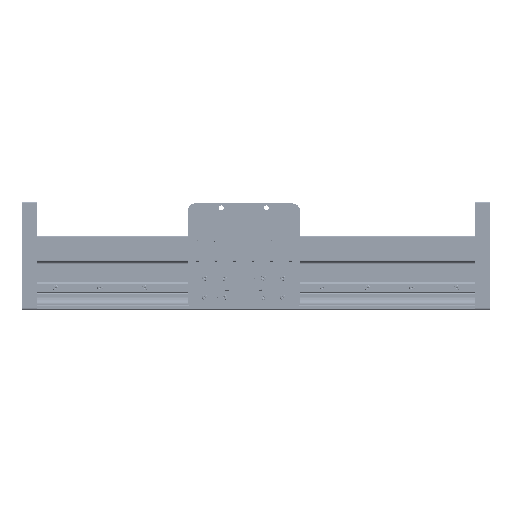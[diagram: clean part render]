
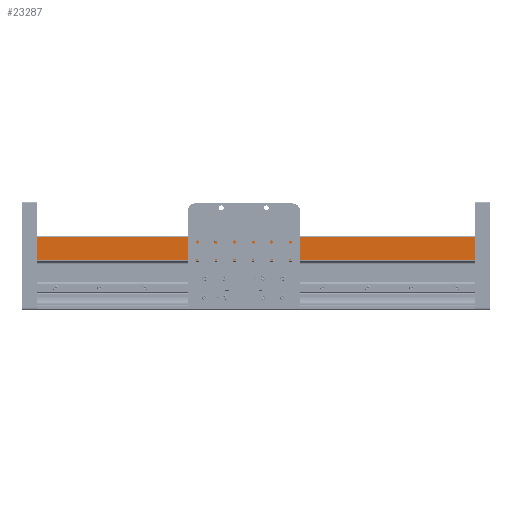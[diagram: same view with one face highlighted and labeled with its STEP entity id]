
A CAD part, top view. The second image highlights one B-rep face of the part: STEP entity #23287.
In plain terms, the highlighted face is planar.
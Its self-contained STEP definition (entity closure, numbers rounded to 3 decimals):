
#3566 = VERTEX_POINT ( 'NONE', #97687 ) ;
#5209 = FACE_OUTER_BOUND ( 'NONE', #32594, .T. ) ;
#8852 = EDGE_CURVE ( 'NONE', #62696, #90254, #22511, .T. ) ;
#9131 = LINE ( 'NONE', #9614, #33236 ) ;
#9614 = CARTESIAN_POINT ( 'NONE',  ( 70.1, 23., 590. ) ) ;
#10104 = DIRECTION ( 'NONE',  ( 0., 0., -1. ) ) ;
#14600 = LINE ( 'NONE', #66434, #34154 ) ;
#15713 = CARTESIAN_POINT ( 'NONE',  ( 37.1, 23., 590. ) ) ;
#19464 = ORIENTED_EDGE ( 'NONE', *, *, #21383, .T. ) ;
#20882 = ORIENTED_EDGE ( 'NONE', *, *, #8852, .T. ) ;
#21383 = EDGE_CURVE ( 'NONE', #3566, #40714, #14600, .T. ) ;
#22511 = LINE ( 'NONE', #62879, #97934 ) ;
#22965 = EDGE_CURVE ( 'NONE', #90254, #3566, #88879, .T. ) ;
#23287 = ADVANCED_FACE ( 'NONE', ( #5209 ), #78903, .F. ) ;
#24802 = VECTOR ( 'NONE', #28175, 1000. ) ;
#27047 = DIRECTION ( 'NONE',  ( 0., -1., 0. ) ) ;
#28175 = DIRECTION ( 'NONE',  ( -1., 0., 0. ) ) ;
#28662 = ORIENTED_EDGE ( 'NONE', *, *, #22965, .T. ) ;
#32594 = EDGE_LOOP ( 'NONE', ( #68880, #20882, #28662, #19464 ) ) ;
#33236 = VECTOR ( 'NONE', #47855, 1000. ) ;
#34154 = VECTOR ( 'NONE', #82790, 1000. ) ;
#40714 = VERTEX_POINT ( 'NONE', #15713 ) ;
#42830 = AXIS2_PLACEMENT_3D ( 'NONE', #95214, #27047, #71927 ) ;
#47855 = DIRECTION ( 'NONE',  ( -1., 0., 0. ) ) ;
#55730 = EDGE_CURVE ( 'NONE', #62696, #40714, #9131, .T. ) ;
#57999 = CARTESIAN_POINT ( 'NONE',  ( 68.6, 23., 0. ) ) ;
#62696 = VERTEX_POINT ( 'NONE', #91831 ) ;
#62879 = CARTESIAN_POINT ( 'NONE',  ( 68.6, 23., 590. ) ) ;
#65069 = CARTESIAN_POINT ( 'NONE',  ( 70.1, 23., 0. ) ) ;
#66434 = CARTESIAN_POINT ( 'NONE',  ( 37.1, 23., 590. ) ) ;
#68880 = ORIENTED_EDGE ( 'NONE', *, *, #55730, .F. ) ;
#71927 = DIRECTION ( 'NONE',  ( 1., 0., 0. ) ) ;
#78903 = PLANE ( 'NONE',  #42830 ) ;
#82790 = DIRECTION ( 'NONE',  ( 0., 0., 1. ) ) ;
#88879 = LINE ( 'NONE', #65069, #24802 ) ;
#90254 = VERTEX_POINT ( 'NONE', #57999 ) ;
#91831 = CARTESIAN_POINT ( 'NONE',  ( 68.6, 23., 590. ) ) ;
#95214 = CARTESIAN_POINT ( 'NONE',  ( 70.1, 23., 590. ) ) ;
#97687 = CARTESIAN_POINT ( 'NONE',  ( 37.1, 23., 0. ) ) ;
#97934 = VECTOR ( 'NONE', #10104, 1000. ) ;
